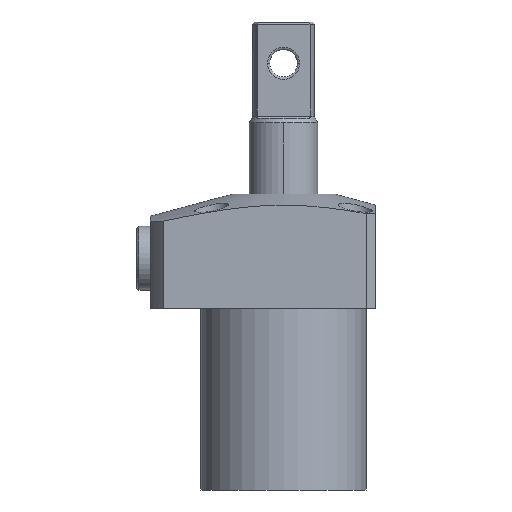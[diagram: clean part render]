
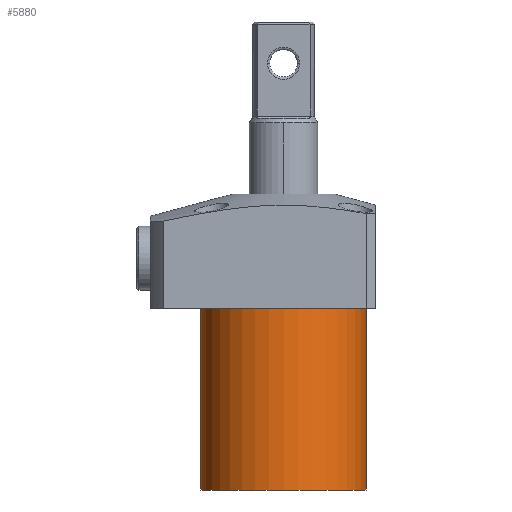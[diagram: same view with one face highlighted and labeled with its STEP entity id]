
A CAD part, front view. The second image highlights one B-rep face of the part: STEP entity #5880.
In plain terms, the highlighted cylindrical face has radius 18 mm (diameter 36 mm), a partial arc.
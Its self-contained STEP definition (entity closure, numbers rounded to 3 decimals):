
#100 = CIRCLE ( 'NONE', #689, 18. ) ;
#113 = VERTEX_POINT ( 'NONE', #1776 ) ;
#554 = EDGE_CURVE ( 'NONE', #4077, #916, #6111, .T. ) ;
#607 = VECTOR ( 'NONE', #3705, 1000. ) ;
#689 = AXIS2_PLACEMENT_3D ( 'NONE', #3919, #4388, #4881 ) ;
#845 = CARTESIAN_POINT ( 'NONE',  ( 18., 0., -39.5 ) ) ;
#871 = DIRECTION ( 'NONE',  ( 0., 0., 1. ) ) ;
#916 = VERTEX_POINT ( 'NONE', #5492 ) ;
#1272 = ORIENTED_EDGE ( 'NONE', *, *, #554, .T. ) ;
#1454 = EDGE_CURVE ( 'NONE', #113, #3669, #5765, .T. ) ;
#1755 = EDGE_LOOP ( 'NONE', ( #3412, #4626, #1272, #4598 ) ) ;
#1776 = CARTESIAN_POINT ( 'NONE',  ( -18., 0., -39.5 ) ) ;
#2004 = EDGE_CURVE ( 'NONE', #113, #4077, #5792, .T. ) ;
#2209 = CARTESIAN_POINT ( 'NONE',  ( 18., 0., -39.5 ) ) ;
#2559 = CARTESIAN_POINT ( 'NONE',  ( 0., 0., -39.5 ) ) ;
#3174 = DIRECTION ( 'NONE',  ( 0., 0., 1. ) ) ;
#3412 = ORIENTED_EDGE ( 'NONE', *, *, #1454, .F. ) ;
#3669 = VERTEX_POINT ( 'NONE', #4832 ) ;
#3675 = FACE_OUTER_BOUND ( 'NONE', #1755, .T. ) ;
#3705 = DIRECTION ( 'NONE',  ( 0., 0., 1. ) ) ;
#3913 = AXIS2_PLACEMENT_3D ( 'NONE', #6048, #871, #5050 ) ;
#3919 = CARTESIAN_POINT ( 'NONE',  ( 0., 0., 0. ) ) ;
#4077 = VERTEX_POINT ( 'NONE', #2209 ) ;
#4388 = DIRECTION ( 'NONE',  ( 0., 0., -1. ) ) ;
#4457 = DIRECTION ( 'NONE',  ( 0., 0., 1. ) ) ;
#4598 = ORIENTED_EDGE ( 'NONE', *, *, #4936, .T. ) ;
#4621 = AXIS2_PLACEMENT_3D ( 'NONE', #2559, #4457, #5954 ) ;
#4626 = ORIENTED_EDGE ( 'NONE', *, *, #2004, .T. ) ;
#4832 = CARTESIAN_POINT ( 'NONE',  ( -18., 0., 0. ) ) ;
#4881 = DIRECTION ( 'NONE',  ( 1., 0., 0. ) ) ;
#4936 = EDGE_CURVE ( 'NONE', #916, #3669, #100, .T. ) ;
#5050 = DIRECTION ( 'NONE',  ( 1., 0., 0. ) ) ;
#5069 = VECTOR ( 'NONE', #3174, 1000. ) ;
#5492 = CARTESIAN_POINT ( 'NONE',  ( 18., 0., 0. ) ) ;
#5765 = LINE ( 'NONE', #6097, #607 ) ;
#5792 = CIRCLE ( 'NONE', #3913, 18. ) ;
#5880 = ADVANCED_FACE ( 'NONE', ( #3675 ), #6070, .T. ) ;
#5954 = DIRECTION ( 'NONE',  ( 1., 0., 0. ) ) ;
#6048 = CARTESIAN_POINT ( 'NONE',  ( 0., 0., -39.5 ) ) ;
#6070 = CYLINDRICAL_SURFACE ( 'NONE', #4621, 18. ) ;
#6097 = CARTESIAN_POINT ( 'NONE',  ( -18., 0., -39.5 ) ) ;
#6111 = LINE ( 'NONE', #845, #5069 ) ;
